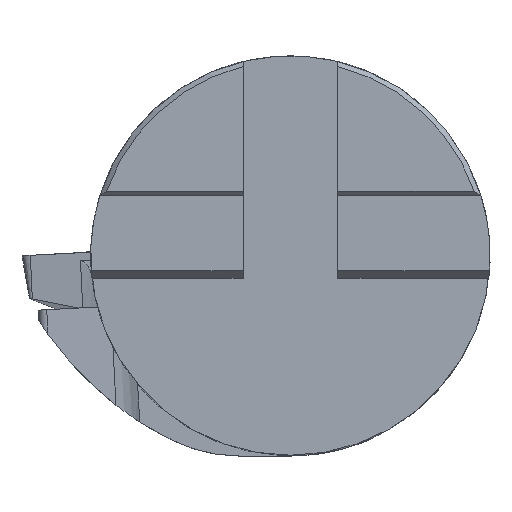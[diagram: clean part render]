
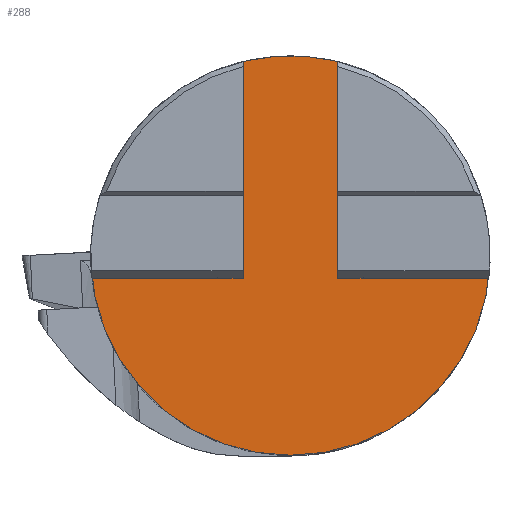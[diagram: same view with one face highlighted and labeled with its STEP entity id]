
A CAD part, top view. The second image highlights one B-rep face of the part: STEP entity #288.
In plain terms, the highlighted planar face has unit normal (0, 0, 1).
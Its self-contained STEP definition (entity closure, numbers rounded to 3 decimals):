
#204=CIRCLE('',#2101,20.);
#207=CIRCLE('',#2106,20.);
#288=ADVANCED_FACE('',(#450),#377,.F.);
#377=PLANE('',#2132);
#450=FACE_OUTER_BOUND('',#547,.T.);
#547=EDGE_LOOP('',(#849,#850,#851,#852,#853,#854));
#849=ORIENTED_EDGE('',*,*,#1486,.T.);
#850=ORIENTED_EDGE('',*,*,#1539,.T.);
#851=ORIENTED_EDGE('',*,*,#1540,.F.);
#852=ORIENTED_EDGE('',*,*,#1492,.T.);
#853=ORIENTED_EDGE('',*,*,#1541,.T.);
#854=ORIENTED_EDGE('',*,*,#1542,.T.);
#1284=VERTEX_POINT('',#3116);
#1285=VERTEX_POINT('',#3118);
#1289=VERTEX_POINT('',#3127);
#1290=VERTEX_POINT('',#3129);
#1323=VERTEX_POINT('',#3254);
#1324=VERTEX_POINT('',#3257);
#1486=EDGE_CURVE('',#1285,#1284,#204,.T.);
#1492=EDGE_CURVE('',#1290,#1289,#207,.T.);
#1539=EDGE_CURVE('',#1284,#1323,#1743,.T.);
#1540=EDGE_CURVE('',#1290,#1323,#1744,.T.);
#1541=EDGE_CURVE('',#1289,#1324,#1745,.T.);
#1542=EDGE_CURVE('',#1324,#1285,#1746,.T.);
#1743=LINE('',#3253,#1894);
#1744=LINE('',#3255,#1895);
#1745=LINE('',#3256,#1896);
#1746=LINE('',#3258,#1897);
#1894=VECTOR('',#2472,1.);
#1895=VECTOR('',#2473,1.);
#1896=VECTOR('',#2474,1.);
#1897=VECTOR('',#2475,1.);
#2101=AXIS2_PLACEMENT_3D('',#3117,#2380,#2381);
#2106=AXIS2_PLACEMENT_3D('',#3128,#2391,#2392);
#2132=AXIS2_PLACEMENT_3D('',#3259,#2476,#2477);
#2380=DIRECTION('',(0.,0.,1.));
#2381=DIRECTION('',(-1.,0.,0.));
#2391=DIRECTION('',(0.,0.,1.));
#2392=DIRECTION('',(-1.,0.,0.));
#2472=DIRECTION('',(-1.,0.,0.));
#2473=DIRECTION('',(0.,-1.,0.));
#2474=DIRECTION('',(0.,-1.,0.));
#2475=DIRECTION('',(-1.,0.,0.));
#2476=DIRECTION('',(0.,0.,-1.));
#2477=DIRECTION('',(-1.,0.,0.));
#3116=CARTESIAN_POINT('',(19.987,-0.73,-4.7));
#3117=CARTESIAN_POINT('',(0.,0.,-4.7));
#3118=CARTESIAN_POINT('',(-19.987,-0.73,-4.7));
#3127=CARTESIAN_POINT('',(-7.275,18.63,-4.7));
#3128=CARTESIAN_POINT('',(0.,0.,-4.7));
#3129=CARTESIAN_POINT('',(7.275,18.63,-4.7));
#3253=CARTESIAN_POINT('',(-7.275,-0.73,-4.7));
#3254=CARTESIAN_POINT('',(7.275,-0.73,-4.7));
#3255=CARTESIAN_POINT('',(7.275,25.,-4.7));
#3256=CARTESIAN_POINT('',(-7.275,25.,-4.7));
#3257=CARTESIAN_POINT('',(-7.275,-0.73,-4.7));
#3258=CARTESIAN_POINT('',(-7.275,-0.73,-4.7));
#3259=CARTESIAN_POINT('',(-7.275,25.,-4.7));
